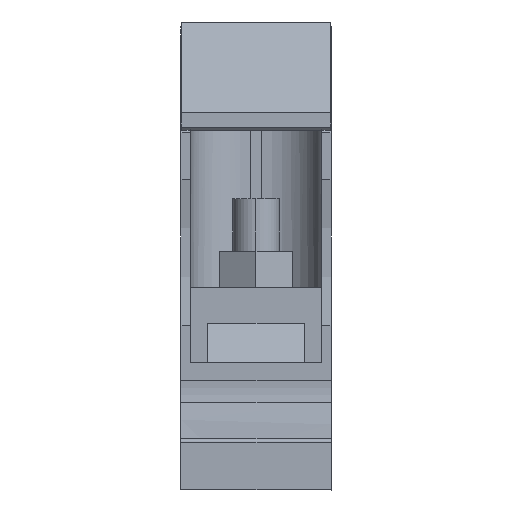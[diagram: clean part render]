
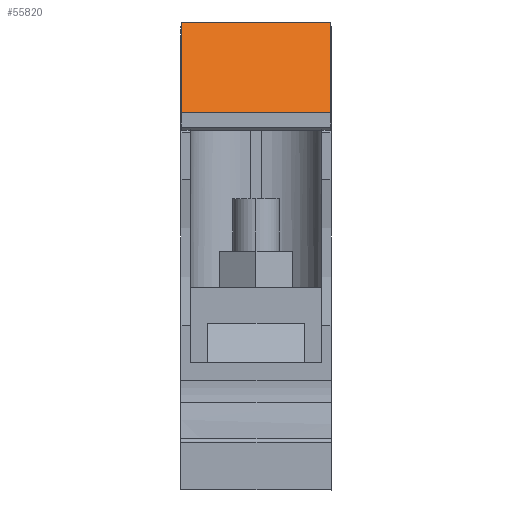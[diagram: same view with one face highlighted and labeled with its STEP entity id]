
A CAD part, front view. The second image highlights one B-rep face of the part: STEP entity #55820.
In plain terms, the highlighted face is planar.
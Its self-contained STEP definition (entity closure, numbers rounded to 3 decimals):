
#54740=CARTESIAN_POINT('',(0.89,25.362,
10.3));
#54750=VERTEX_POINT('',#54740);
#54800=CARTESIAN_POINT('',(22.54,53.072,
10.3));
#54810=DIRECTION('',(0.616,0.788,
0.));
#54820=VECTOR('',#54810,1.);
#54830=LINE('',#54800,#54820);
#54840=CARTESIAN_POINT('',(9.438,36.303,
10.3));
#54850=VERTEX_POINT('',#54840);
#54860=EDGE_CURVE('',#54750,#54850,#54830,.T.);
#55270=CARTESIAN_POINT('',(9.438,36.303,
0.175));
#55280=DIRECTION('',(0.,0.,-1.));
#55290=VECTOR('',#55280,1.);
#55300=LINE('',#55270,#55290);
#55310=CARTESIAN_POINT('',(9.438,36.303,
-5.9));
#55320=VERTEX_POINT('',#55310);
#55330=EDGE_CURVE('',#54850,#55320,#55300,.T.);
#55590=CARTESIAN_POINT('',(0.89,25.362,
10.3));
#55600=DIRECTION('',(0.788,-0.616,
0.));
#55610=DIRECTION('',(-0.616,-0.788,
0.));
#55620=AXIS2_PLACEMENT_3D('',#55590,#55600,#55610);
#55630=PLANE('',#55620);
#55640=ORIENTED_EDGE('',*,*,#54860,.T.);
#55650=CARTESIAN_POINT('',(0.89,25.362,
0.175));
#55660=DIRECTION('',(0.,0.,-1.));
#55670=VECTOR('',#55660,1.);
#55680=LINE('',#55650,#55670);
#55690=CARTESIAN_POINT('',(0.89,25.362,
-5.9));
#55700=VERTEX_POINT('',#55690);
#55710=EDGE_CURVE('',#54750,#55700,#55680,.T.);
#55720=ORIENTED_EDGE('',*,*,#55710,.F.);
#55730=CARTESIAN_POINT('',(22.54,53.072,
-5.9));
#55740=DIRECTION('',(-0.616,-0.788,
0.));
#55750=VECTOR('',#55740,1.);
#55760=LINE('',#55730,#55750);
#55770=EDGE_CURVE('',#55320,#55700,#55760,.T.);
#55780=ORIENTED_EDGE('',*,*,#55770,.T.);
#55790=ORIENTED_EDGE('',*,*,#55330,.T.);
#55800=EDGE_LOOP('',(#55790,#55780,#55720,#55640));
#55810=FACE_OUTER_BOUND('',#55800,.T.);
#55820=ADVANCED_FACE('',(#55810),#55630,.F.);
